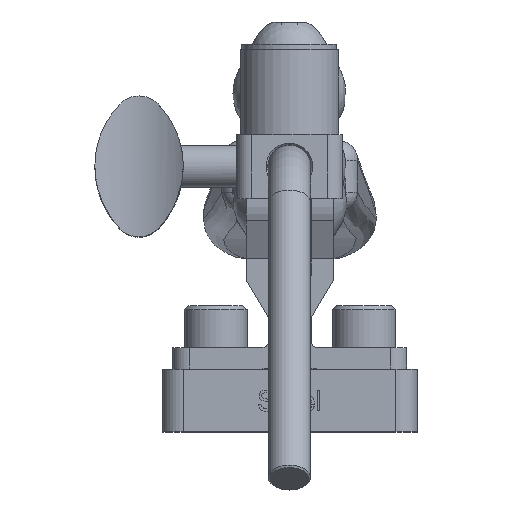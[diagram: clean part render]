
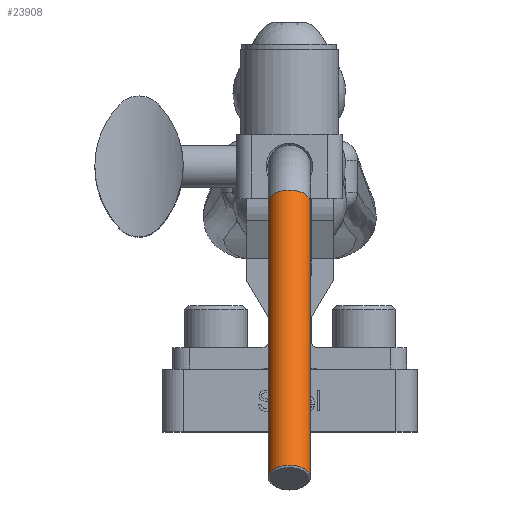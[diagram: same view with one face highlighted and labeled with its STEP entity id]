
A CAD part, top view. The second image highlights one B-rep face of the part: STEP entity #23908.
In plain terms, the highlighted cylindrical face has radius 3.175 mm (diameter 6.35 mm), a full revolution.
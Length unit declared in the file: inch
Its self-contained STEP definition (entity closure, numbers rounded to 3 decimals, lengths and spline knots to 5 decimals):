
#2450=LINE('',#40518,#4577);
#4577=VECTOR('',#28163,0.125);
#6029=CYLINDRICAL_SURFACE('',#25608,0.125);
#7346=FACE_OUTER_BOUND('',#8698,.T.);
#8698=EDGE_LOOP('',(#18328,#18329,#18330,#18331,#18332));
#9828=CIRCLE('',#25607,0.125);
#9829=CIRCLE('',#25609,0.125);
#9830=CIRCLE('',#25610,0.125);
#10758=VERTEX_POINT('',#40513);
#10759=VERTEX_POINT('',#40517);
#10760=VERTEX_POINT('',#40519);
#13518=EDGE_CURVE('',#10758,#10758,#9828,.T.);
#13519=EDGE_CURVE('',#10758,#10759,#2450,.T.);
#13520=EDGE_CURVE('',#10759,#10760,#9829,.T.);
#13521=EDGE_CURVE('',#10760,#10759,#9830,.T.);
#18328=ORIENTED_EDGE('',*,*,#13518,.F.);
#18329=ORIENTED_EDGE('',*,*,#13519,.T.);
#18330=ORIENTED_EDGE('',*,*,#13520,.T.);
#18331=ORIENTED_EDGE('',*,*,#13521,.T.);
#18332=ORIENTED_EDGE('',*,*,#13519,.F.);
#23908=ADVANCED_FACE('',(#7346),#6029,.T.);
#25607=AXIS2_PLACEMENT_3D('',#40515,#28159,#28160);
#25608=AXIS2_PLACEMENT_3D('',#40516,#28161,#28162);
#25609=AXIS2_PLACEMENT_3D('',#40520,#28164,#28165);
#25610=AXIS2_PLACEMENT_3D('',#40521,#28166,#28167);
#28159=DIRECTION('center_axis',(0.,-0.819,0.574));
#28160=DIRECTION('ref_axis',(-1.,0.,0.));
#28161=DIRECTION('center_axis',(0.,-0.819,0.574));
#28162=DIRECTION('ref_axis',(-1.,0.,0.));
#28163=DIRECTION('',(0.,0.819,-0.574));
#28164=DIRECTION('center_axis',(0.,-0.819,0.574));
#28165=DIRECTION('ref_axis',(-1.,0.,0.));
#28166=DIRECTION('center_axis',(0.,-0.819,0.574));
#28167=DIRECTION('ref_axis',(-1.,0.,0.));
#40513=CARTESIAN_POINT('',(0.125,-1.8349,3.90981));
#40515=CARTESIAN_POINT('Origin',(0.,-1.8349,3.90981));
#40516=CARTESIAN_POINT('Origin',(0.,-0.21321,2.77429));
#40517=CARTESIAN_POINT('',(0.125,-0.21321,2.77429));
#40518=CARTESIAN_POINT('',(0.125,-0.21321,2.77429));
#40519=CARTESIAN_POINT('',(0.,-0.28491,2.6719));
#40520=CARTESIAN_POINT('Origin',(0.,-0.21321,2.77429));
#40521=CARTESIAN_POINT('Origin',(0.,-0.21321,2.77429));
